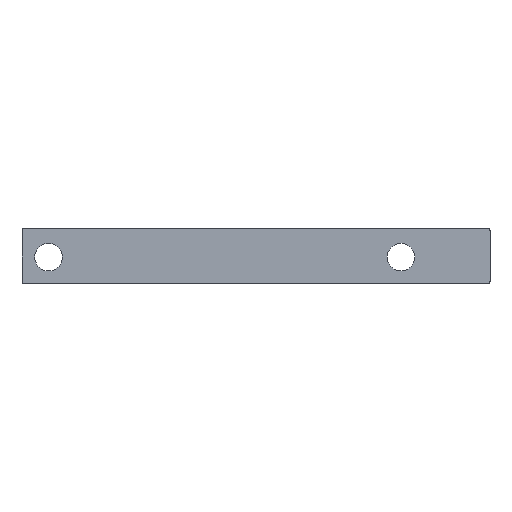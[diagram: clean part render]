
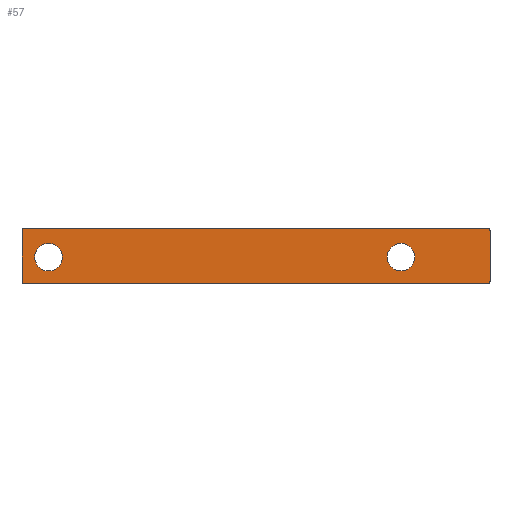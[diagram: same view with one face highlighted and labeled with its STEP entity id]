
A CAD part, top view. The second image highlights one B-rep face of the part: STEP entity #57.
In plain terms, the highlighted planar face has unit normal (0, 0, 1).
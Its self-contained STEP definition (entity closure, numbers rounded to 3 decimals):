
#57=ADVANCED_FACE('',(#77,#78,#79),#69,.T.);
#69=PLANE('',#306);
#77=FACE_BOUND('',#85,.T.);
#78=FACE_BOUND('',#86,.T.);
#79=FACE_BOUND('',#87,.T.);
#85=EDGE_LOOP('',(#134,#135,#136,#137,#138,#139,#140,#141));
#86=EDGE_LOOP('',(#142,#143));
#87=EDGE_LOOP('',(#144,#145));
#106=CIRCLE('',#296,3.1);
#107=CIRCLE('',#298,3.1);
#108=CIRCLE('',#300,0.5);
#109=CIRCLE('',#301,0.5);
#110=CIRCLE('',#302,0.5);
#111=CIRCLE('',#303,0.5);
#112=CIRCLE('',#304,3.1);
#113=CIRCLE('',#305,3.1);
#134=ORIENTED_EDGE('',*,*,#226,.T.);
#135=ORIENTED_EDGE('',*,*,#227,.T.);
#136=ORIENTED_EDGE('',*,*,#228,.T.);
#137=ORIENTED_EDGE('',*,*,#229,.T.);
#138=ORIENTED_EDGE('',*,*,#230,.T.);
#139=ORIENTED_EDGE('',*,*,#231,.T.);
#140=ORIENTED_EDGE('',*,*,#232,.T.);
#141=ORIENTED_EDGE('',*,*,#233,.T.);
#142=ORIENTED_EDGE('',*,*,#234,.F.);
#143=ORIENTED_EDGE('',*,*,#235,.F.);
#144=ORIENTED_EDGE('',*,*,#225,.F.);
#145=ORIENTED_EDGE('',*,*,#223,.F.);
#198=VERTEX_POINT('',#426);
#199=VERTEX_POINT('',#428);
#200=VERTEX_POINT('',#434);
#201=VERTEX_POINT('',#435);
#202=VERTEX_POINT('',#437);
#203=VERTEX_POINT('',#439);
#204=VERTEX_POINT('',#441);
#205=VERTEX_POINT('',#443);
#206=VERTEX_POINT('',#445);
#207=VERTEX_POINT('',#447);
#208=VERTEX_POINT('',#450);
#209=VERTEX_POINT('',#451);
#223=EDGE_CURVE('',#198,#199,#106,.T.);
#225=EDGE_CURVE('',#199,#198,#107,.T.);
#226=EDGE_CURVE('',#200,#201,#252,.T.);
#227=EDGE_CURVE('',#201,#202,#108,.T.);
#228=EDGE_CURVE('',#202,#203,#253,.T.);
#229=EDGE_CURVE('',#203,#204,#109,.T.);
#230=EDGE_CURVE('',#204,#205,#254,.T.);
#231=EDGE_CURVE('',#205,#206,#110,.T.);
#232=EDGE_CURVE('',#206,#207,#255,.T.);
#233=EDGE_CURVE('',#207,#200,#111,.T.);
#234=EDGE_CURVE('',#208,#209,#112,.T.);
#235=EDGE_CURVE('',#209,#208,#113,.T.);
#252=LINE('',#433,#272);
#253=LINE('',#438,#273);
#254=LINE('',#442,#274);
#255=LINE('',#446,#275);
#272=VECTOR('',#351,1.);
#273=VECTOR('',#354,1.);
#274=VECTOR('',#357,1.);
#275=VECTOR('',#360,1.);
#296=AXIS2_PLACEMENT_3D('',#427,#342,#343);
#298=AXIS2_PLACEMENT_3D('',#431,#347,#348);
#300=AXIS2_PLACEMENT_3D('',#436,#352,#353);
#301=AXIS2_PLACEMENT_3D('',#440,#355,#356);
#302=AXIS2_PLACEMENT_3D('',#444,#358,#359);
#303=AXIS2_PLACEMENT_3D('',#448,#361,#362);
#304=AXIS2_PLACEMENT_3D('',#449,#363,#364);
#305=AXIS2_PLACEMENT_3D('',#452,#365,#366);
#306=AXIS2_PLACEMENT_3D('',#453,#367,#368);
#342=DIRECTION('',(0.,0.,1.));
#343=DIRECTION('',(1.,0.,0.));
#347=DIRECTION('',(0.,0.,1.));
#348=DIRECTION('',(-1.,0.,0.));
#351=DIRECTION('',(0.,1.,0.));
#352=DIRECTION('',(0.,0.,1.));
#353=DIRECTION('',(1.,0.,0.));
#354=DIRECTION('',(-1.,0.,0.));
#355=DIRECTION('',(0.,0.,1.));
#356=DIRECTION('',(0.,1.,0.));
#357=DIRECTION('',(0.,-1.,0.));
#358=DIRECTION('',(0.,0.,1.));
#359=DIRECTION('',(-1.,0.,0.));
#360=DIRECTION('',(1.,0.,0.));
#361=DIRECTION('',(0.,0.,1.));
#362=DIRECTION('',(0.,-1.,0.));
#363=DIRECTION('',(0.,0.,1.));
#364=DIRECTION('',(-1.,0.,0.));
#365=DIRECTION('',(0.,0.,1.));
#366=DIRECTION('',(1.,0.,0.));
#367=DIRECTION('',(0.,0.,1.));
#368=DIRECTION('',(-1.,0.,0.));
#426=CARTESIAN_POINT('',(-43.4,-0.25,0.9));
#427=CARTESIAN_POINT('',(-46.5,-0.25,0.9));
#428=CARTESIAN_POINT('',(-49.6,-0.25,0.9));
#431=CARTESIAN_POINT('',(-46.5,-0.25,0.9));
#433=CARTESIAN_POINT('',(52.45,-5.7,0.9));
#434=CARTESIAN_POINT('',(52.45,-5.7,0.9));
#435=CARTESIAN_POINT('',(52.45,5.7,0.9));
#436=CARTESIAN_POINT('',(51.95,5.7,0.9));
#437=CARTESIAN_POINT('',(51.95,6.2,0.9));
#438=CARTESIAN_POINT('',(51.95,6.2,0.9));
#439=CARTESIAN_POINT('',(-51.95,6.2,0.9));
#440=CARTESIAN_POINT('',(-51.95,5.7,0.9));
#441=CARTESIAN_POINT('',(-52.45,5.7,0.9));
#442=CARTESIAN_POINT('',(-52.45,5.7,0.9));
#443=CARTESIAN_POINT('',(-52.45,-5.7,0.9));
#444=CARTESIAN_POINT('',(-51.95,-5.7,0.9));
#445=CARTESIAN_POINT('',(-51.95,-6.2,0.9));
#446=CARTESIAN_POINT('',(-51.95,-6.2,0.9));
#447=CARTESIAN_POINT('',(51.95,-6.2,0.9));
#448=CARTESIAN_POINT('',(51.95,-5.7,0.9));
#449=CARTESIAN_POINT('',(32.5,-0.25,0.9));
#450=CARTESIAN_POINT('',(29.4,-0.25,0.9));
#451=CARTESIAN_POINT('',(35.6,-0.25,0.9));
#452=CARTESIAN_POINT('',(32.5,-0.25,0.9));
#453=CARTESIAN_POINT('',(0.,0.,0.9));
